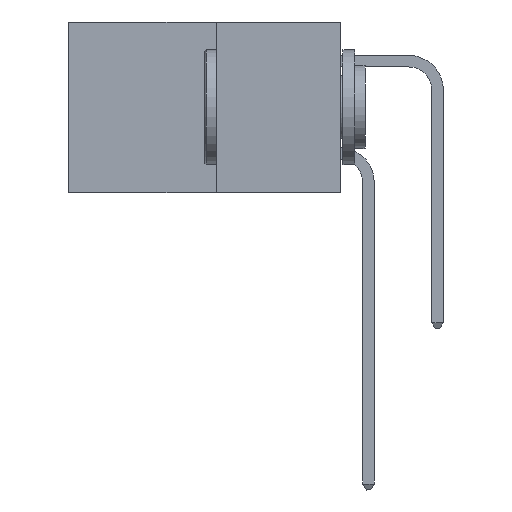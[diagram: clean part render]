
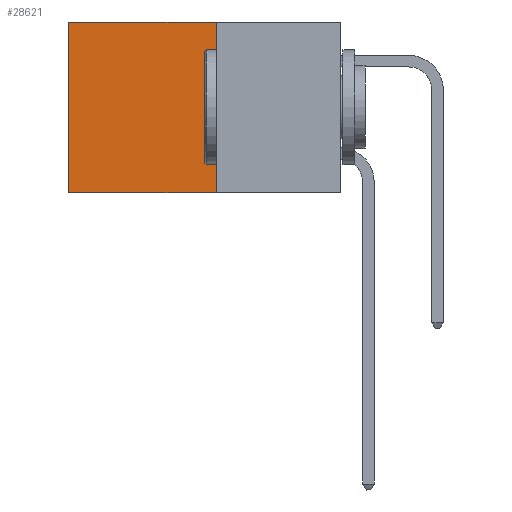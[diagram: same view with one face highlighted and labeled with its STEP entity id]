
A CAD part, left-side view. The second image highlights one B-rep face of the part: STEP entity #28621.
In plain terms, the highlighted planar face has unit normal (-1, 0, 0).
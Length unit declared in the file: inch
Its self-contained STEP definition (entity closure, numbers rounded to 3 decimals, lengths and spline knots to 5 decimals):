
#494 = ORIENTED_EDGE ( 'NONE', *, *, #10429, .F. ) ;
#2506 = PLANE ( 'NONE',  #26785 ) ;
#2559 = EDGE_CURVE ( 'NONE', #13785, #17049, #30381, .T. ) ;
#2647 = ORIENTED_EDGE ( 'NONE', *, *, #7915, .T. ) ;
#3256 = FACE_OUTER_BOUND ( 'NONE', #26663, .T. ) ;
#6665 = VECTOR ( 'NONE', #24977, 39.37008 ) ;
#6975 = EDGE_CURVE ( 'NONE', #13785, #33066, #33909, .T. ) ;
#7915 = EDGE_CURVE ( 'NONE', #33066, #14806, #33848, .T. ) ;
#8439 = CARTESIAN_POINT ( 'NONE',  ( 0.277, 0.59, -0.37 ) ) ;
#9379 = VECTOR ( 'NONE', #27373, 39.37008 ) ;
#9559 = ORIENTED_EDGE ( 'NONE', *, *, #6975, .T. ) ;
#10249 = VECTOR ( 'NONE', #11366, 39.37008 ) ;
#10429 = EDGE_CURVE ( 'NONE', #17049, #14806, #13729, .T. ) ;
#10521 = CARTESIAN_POINT ( 'NONE',  ( 0.277, 0.27, -0.37 ) ) ;
#10532 = DIRECTION ( 'NONE',  ( 0., 0., -1. ) ) ;
#11366 = DIRECTION ( 'NONE',  ( 0., 0., -1. ) ) ;
#12798 = CARTESIAN_POINT ( 'NONE',  ( 0.277, 0.27, 0. ) ) ;
#13729 = LINE ( 'NONE', #19729, #6665 ) ;
#13785 = VERTEX_POINT ( 'NONE', #12798 ) ;
#14806 = VERTEX_POINT ( 'NONE', #8439 ) ;
#14893 = CARTESIAN_POINT ( 'NONE',  ( 0.277, 0.59, 0. ) ) ;
#17049 = VERTEX_POINT ( 'NONE', #22753 ) ;
#19729 = CARTESIAN_POINT ( 'NONE',  ( 0.277, 0.27, -0.37 ) ) ;
#22000 = DIRECTION ( 'NONE',  ( 0., 0., -1. ) ) ;
#22490 = CARTESIAN_POINT ( 'NONE',  ( 0.277, 0.59, -0.37 ) ) ;
#22753 = CARTESIAN_POINT ( 'NONE',  ( 0.277, 0.27, -0.37 ) ) ;
#24977 = DIRECTION ( 'NONE',  ( 0., 1., 0. ) ) ;
#26172 = VECTOR ( 'NONE', #22000, 39.37008 ) ;
#26270 = DIRECTION ( 'NONE',  ( 1., 0., 0. ) ) ;
#26663 = EDGE_LOOP ( 'NONE', ( #2647, #494, #33974, #9559 ) ) ;
#26785 = AXIS2_PLACEMENT_3D ( 'NONE', #28822, #26270, #10532 ) ;
#27373 = DIRECTION ( 'NONE',  ( 0., 1., 0. ) ) ;
#28621 = ADVANCED_FACE ( 'NONE', ( #3256 ), #2506, .F. ) ;
#28822 = CARTESIAN_POINT ( 'NONE',  ( 0.277, 0.27, -0.37 ) ) ;
#30381 = LINE ( 'NONE', #10521, #10249 ) ;
#30584 = CARTESIAN_POINT ( 'NONE',  ( 0.277, 0.27, 0. ) ) ;
#33066 = VERTEX_POINT ( 'NONE', #14893 ) ;
#33848 = LINE ( 'NONE', #22490, #26172 ) ;
#33909 = LINE ( 'NONE', #30584, #9379 ) ;
#33974 = ORIENTED_EDGE ( 'NONE', *, *, #2559, .F. ) ;
